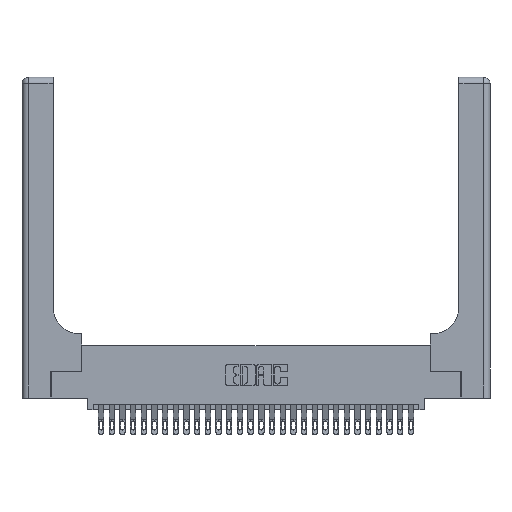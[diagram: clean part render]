
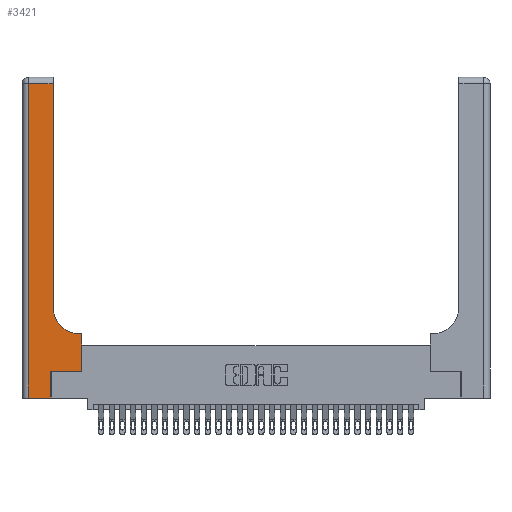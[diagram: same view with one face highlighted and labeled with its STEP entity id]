
A CAD part, top view. The second image highlights one B-rep face of the part: STEP entity #3421.
In plain terms, the highlighted planar face has unit normal (0, 0, 1).
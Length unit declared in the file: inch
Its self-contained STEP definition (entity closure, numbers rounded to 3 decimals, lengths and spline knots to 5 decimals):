
#1158 = CARTESIAN_POINT ( 'NONE',  ( 0.2915, 0.6, 0.37 ) ) ;
#1317 = EDGE_CURVE ( 'NONE', #22821, #24798, #12581, .T. ) ;
#1603 = LINE ( 'NONE', #5846, #22892 ) ;
#1628 = CARTESIAN_POINT ( 'NONE',  ( 0., 3., 0.37 ) ) ;
#2112 = EDGE_CURVE ( 'NONE', #26037, #27169, #29700, .T. ) ;
#2343 = VERTEX_POINT ( 'NONE', #26024 ) ;
#2856 = VERTEX_POINT ( 'NONE', #27107 ) ;
#3069 = VERTEX_POINT ( 'NONE', #16485 ) ;
#3156 = DIRECTION ( 'NONE',  ( 0., 1., 0. ) ) ;
#3421 = ADVANCED_FACE ( 'NONE', ( #12493 ), #30042, .F. ) ;
#3609 = LINE ( 'NONE', #6022, #20377 ) ;
#4537 = ORIENTED_EDGE ( 'NONE', *, *, #13568, .T. ) ;
#4583 = ORIENTED_EDGE ( 'NONE', *, *, #28379, .T. ) ;
#4913 = CARTESIAN_POINT ( 'NONE',  ( 0.06, 0., 0.37 ) ) ;
#4993 = ORIENTED_EDGE ( 'NONE', *, *, #10723, .T. ) ;
#5054 = AXIS2_PLACEMENT_3D ( 'NONE', #1628, #11196, #18402 ) ;
#5457 = CARTESIAN_POINT ( 'NONE',  ( 0.269, 0.25, 0.37 ) ) ;
#5733 = CARTESIAN_POINT ( 'NONE',  ( 0.2915, 2.94, 0.37 ) ) ;
#5846 = CARTESIAN_POINT ( 'NONE',  ( 0.269, 0., 0.37 ) ) ;
#6022 = CARTESIAN_POINT ( 'NONE',  ( 0., 0., 0.37 ) ) ;
#6386 = VECTOR ( 'NONE', #13814, 39.37008 ) ;
#6740 = ORIENTED_EDGE ( 'NONE', *, *, #21879, .T. ) ;
#7275 = CARTESIAN_POINT ( 'NONE',  ( 0.5415, 0.85, 0.37 ) ) ;
#7622 = ORIENTED_EDGE ( 'NONE', *, *, #13886, .T. ) ;
#8088 = VECTOR ( 'NONE', #10193, 39.37008 ) ;
#8633 = LINE ( 'NONE', #28347, #6386 ) ;
#8695 = CARTESIAN_POINT ( 'NONE',  ( 0., 2.94, 0.37 ) ) ;
#8985 = AXIS2_PLACEMENT_3D ( 'NONE', #7275, #9680, #24008 ) ;
#9125 = VECTOR ( 'NONE', #17818, 39.37008 ) ;
#9680 = DIRECTION ( 'NONE',  ( 0., 0., -1. ) ) ;
#9994 = CARTESIAN_POINT ( 'NONE',  ( 0.2915, 0.85, 0.37 ) ) ;
#10163 = VECTOR ( 'NONE', #17239, 39.37008 ) ;
#10193 = DIRECTION ( 'NONE',  ( 0., 1., 0. ) ) ;
#10723 = EDGE_CURVE ( 'NONE', #2343, #10987, #1603, .T. ) ;
#10987 = VERTEX_POINT ( 'NONE', #5457 ) ;
#11196 = DIRECTION ( 'NONE',  ( 0., 0., -1. ) ) ;
#11984 = EDGE_CURVE ( 'NONE', #3069, #26037, #12016, .T. ) ;
#12016 = CIRCLE ( 'NONE', #8985, 0.25 ) ;
#12034 = LINE ( 'NONE', #8695, #15032 ) ;
#12493 = FACE_OUTER_BOUND ( 'NONE', #17828, .T. ) ;
#12581 = LINE ( 'NONE', #19874, #8088 ) ;
#13568 = EDGE_CURVE ( 'NONE', #2856, #30529, #14615, .T. ) ;
#13717 = VECTOR ( 'NONE', #23672, 39.37008 ) ;
#13814 = DIRECTION ( 'NONE',  ( 1., 0., 0. ) ) ;
#13886 = EDGE_CURVE ( 'NONE', #10987, #22821, #8633, .T. ) ;
#14615 = LINE ( 'NONE', #29096, #10163 ) ;
#15032 = VECTOR ( 'NONE', #25187, 39.37008 ) ;
#16485 = CARTESIAN_POINT ( 'NONE',  ( 0.5415, 0.6, 0.37 ) ) ;
#17239 = DIRECTION ( 'NONE',  ( 0., -1., 0. ) ) ;
#17818 = DIRECTION ( 'NONE',  ( -1., 0., 0. ) ) ;
#17828 = EDGE_LOOP ( 'NONE', ( #23374, #4583, #4537, #6740, #4993, #7622, #21012, #20573, #20824 ) ) ;
#17900 = EDGE_CURVE ( 'NONE', #24798, #3069, #21420, .T. ) ;
#18402 = DIRECTION ( 'NONE',  ( -1., 0., 0. ) ) ;
#19874 = CARTESIAN_POINT ( 'NONE',  ( 0.5585, 0.25, 0.37 ) ) ;
#20377 = VECTOR ( 'NONE', #25349, 39.37008 ) ;
#20573 = ORIENTED_EDGE ( 'NONE', *, *, #17900, .T. ) ;
#20824 = ORIENTED_EDGE ( 'NONE', *, *, #11984, .T. ) ;
#21012 = ORIENTED_EDGE ( 'NONE', *, *, #1317, .T. ) ;
#21420 = LINE ( 'NONE', #1158, #9125 ) ;
#21879 = EDGE_CURVE ( 'NONE', #30529, #2343, #3609, .T. ) ;
#22821 = VERTEX_POINT ( 'NONE', #23710 ) ;
#22892 = VECTOR ( 'NONE', #3156, 39.37008 ) ;
#23374 = ORIENTED_EDGE ( 'NONE', *, *, #2112, .T. ) ;
#23672 = DIRECTION ( 'NONE',  ( 0., 1., 0. ) ) ;
#23710 = CARTESIAN_POINT ( 'NONE',  ( 0.5585, 0.25, 0.37 ) ) ;
#24008 = DIRECTION ( 'NONE',  ( 1., 0., 0. ) ) ;
#24400 = CARTESIAN_POINT ( 'NONE',  ( 0.5585, 0.6, 0.37 ) ) ;
#24798 = VERTEX_POINT ( 'NONE', #24400 ) ;
#25187 = DIRECTION ( 'NONE',  ( -1., 0., 0. ) ) ;
#25349 = DIRECTION ( 'NONE',  ( 1., 0., 0. ) ) ;
#26024 = CARTESIAN_POINT ( 'NONE',  ( 0.269, 0., 0.37 ) ) ;
#26037 = VERTEX_POINT ( 'NONE', #9994 ) ;
#27107 = CARTESIAN_POINT ( 'NONE',  ( 0.06, 2.94, 0.37 ) ) ;
#27169 = VERTEX_POINT ( 'NONE', #5733 ) ;
#28347 = CARTESIAN_POINT ( 'NONE',  ( 0.269, 0.25, 0.37 ) ) ;
#28379 = EDGE_CURVE ( 'NONE', #27169, #2856, #12034, .T. ) ;
#28669 = CARTESIAN_POINT ( 'NONE',  ( 0.2915, 3., 0.37 ) ) ;
#29096 = CARTESIAN_POINT ( 'NONE',  ( 0.06, 3., 0.37 ) ) ;
#29700 = LINE ( 'NONE', #28669, #13717 ) ;
#30042 = PLANE ( 'NONE',  #5054 ) ;
#30529 = VERTEX_POINT ( 'NONE', #4913 ) ;
